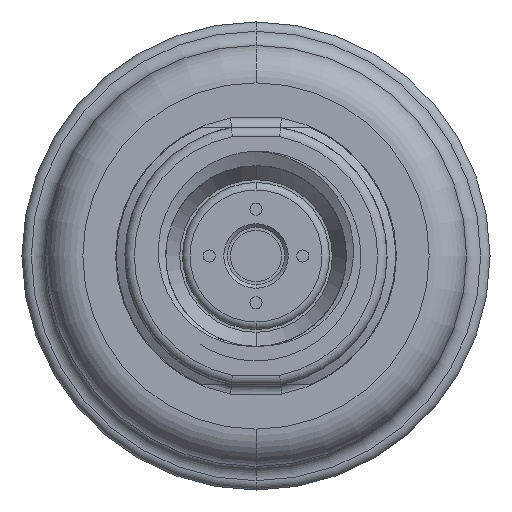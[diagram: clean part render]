
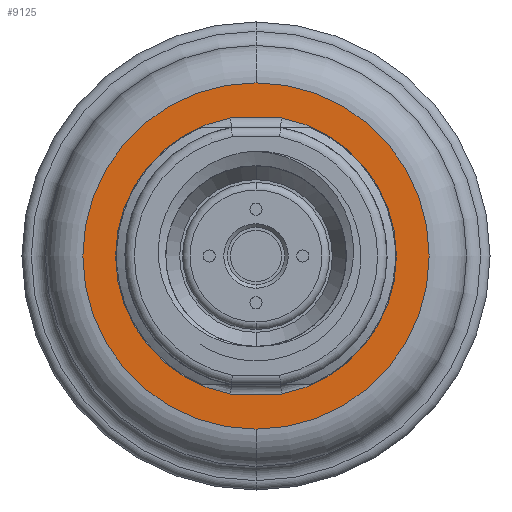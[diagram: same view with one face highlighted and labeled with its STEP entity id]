
A CAD part, front view. The second image highlights one B-rep face of the part: STEP entity #9125.
In plain terms, the highlighted planar face has unit normal (0, -1, 0).
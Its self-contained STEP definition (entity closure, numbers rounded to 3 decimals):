
#2379=CARTESIAN_POINT('',(0.,-3.,0.));
#2380=DIRECTION('',(0.,-1.,0.));
#2381=DIRECTION('',(0.,0.,-1.));
#2382=AXIS2_PLACEMENT_3D('',#2379,#2380,#2381);
#2384=CARTESIAN_POINT('',(0.,-3.,0.));
#2385=DIRECTION('',(0.,-1.,0.));
#2386=DIRECTION('',(0.,0.,1.));
#2387=AXIS2_PLACEMENT_3D('',#2384,#2385,#2386);
#2389=CARTESIAN_POINT('',(0.,-3.,0.));
#2390=DIRECTION('',(0.,-1.,0.));
#2391=DIRECTION('',(-0.182,0.,0.983));
#2392=AXIS2_PLACEMENT_3D('',#2389,#2390,#2391);
#2394=DIRECTION('',(1.,0.,0.));
#2395=VECTOR('',#2394,5.454);
#2396=CARTESIAN_POINT('',(-2.727,-3.,-14.75));
#2397=LINE('',#2396,#2395);
#2398=CARTESIAN_POINT('',(0.,-3.,0.));
#2399=DIRECTION('',(0.,-1.,0.));
#2400=DIRECTION('',(0.182,0.,-0.983));
#2401=AXIS2_PLACEMENT_3D('',#2398,#2399,#2400);
#2403=DIRECTION('',(-1.,0.,0.));
#2404=VECTOR('',#2403,5.454);
#2405=CARTESIAN_POINT('',(2.727,-3.,14.75));
#2406=LINE('',#2405,#2404);
#6687=CARTESIAN_POINT('',(-2.727,-3.,14.75));
#6688=CARTESIAN_POINT('',(-2.727,-3.,-14.75));
#6689=VERTEX_POINT('',#6687);
#6690=VERTEX_POINT('',#6688);
#6695=CARTESIAN_POINT('',(2.727,-3.,-14.75));
#6696=CARTESIAN_POINT('',(2.727,-3.,14.75));
#6697=VERTEX_POINT('',#6695);
#6698=VERTEX_POINT('',#6696);
#6947=CARTESIAN_POINT('',(0.,-3.,-18.5));
#6948=CARTESIAN_POINT('',(0.,-3.,18.5));
#6949=VERTEX_POINT('',#6947);
#6950=VERTEX_POINT('',#6948);
#9105=CARTESIAN_POINT('',(0.,-3.,0.));
#9106=DIRECTION('',(0.,-1.,0.));
#9107=DIRECTION('',(0.,0.,1.));
#9108=AXIS2_PLACEMENT_3D('',#9105,#9106,#9107);
#9109=PLANE('',#9108);
#9111=ORIENTED_EDGE('',*,*,#9110,.F.);
#9113=ORIENTED_EDGE('',*,*,#9112,.F.);
#9114=EDGE_LOOP('',(#9111,#9113));
#9115=FACE_OUTER_BOUND('',#9114,.F.);
#9116=ORIENTED_EDGE('',*,*,#9095,.T.);
#9118=ORIENTED_EDGE('',*,*,#9117,.T.);
#9120=ORIENTED_EDGE('',*,*,#9119,.T.);
#9122=ORIENTED_EDGE('',*,*,#9121,.T.);
#9123=EDGE_LOOP('',(#9116,#9118,#9120,#9122));
#9124=FACE_BOUND('',#9123,.F.);
#9125=ADVANCED_FACE('',(#9115,#9124),#9109,.T.);
#2383=CIRCLE('',#2382,18.5);
#2388=CIRCLE('',#2387,18.5);
#2393=CIRCLE('',#2392,15.);
#2402=CIRCLE('',#2401,15.);
#9095=EDGE_CURVE('',#6689,#6690,#2393,.T.);
#9110=EDGE_CURVE('',#6949,#6950,#2383,.T.);
#9112=EDGE_CURVE('',#6950,#6949,#2388,.T.);
#9117=EDGE_CURVE('',#6690,#6697,#2397,.T.);
#9119=EDGE_CURVE('',#6697,#6698,#2402,.T.);
#9121=EDGE_CURVE('',#6698,#6689,#2406,.T.);
